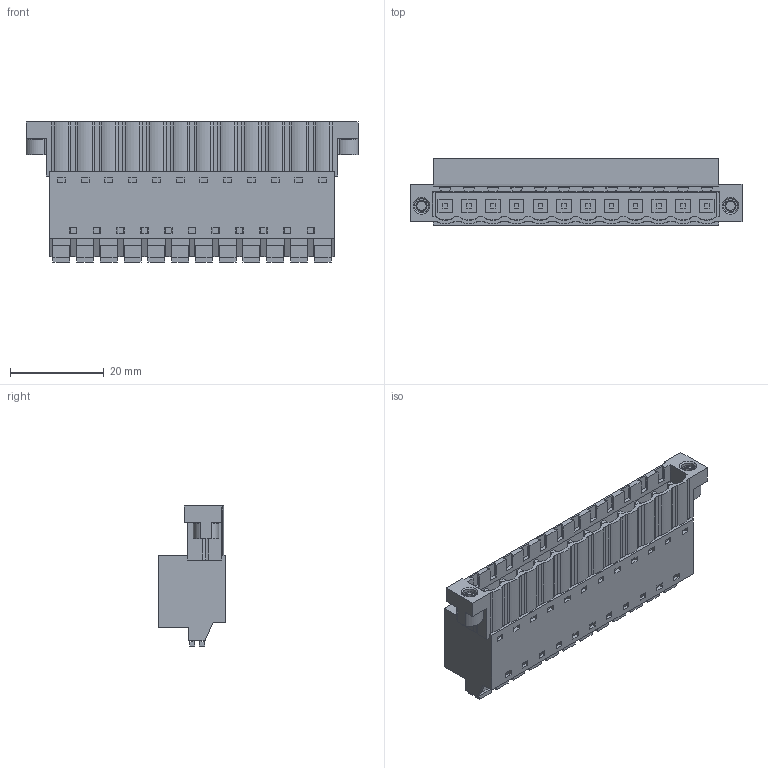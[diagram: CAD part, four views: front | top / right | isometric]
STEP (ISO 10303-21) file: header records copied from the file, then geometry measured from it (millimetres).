
FILE_DESCRIPTION(('CATIA V5R22 STEP214','CAx-IF Rec.Pracs.--- Model Styling and Organization---1.4--- 2014-01-23'),'2;1');
FILE_NAME ('D1501188_2_1335800000_1335800000.stp','2021-08-26T12:56:26+00:00',('none'),('Weidmueller'),'CATIA Version 5-6 Release 2016 SP3 HF44','CATIA V5 STEP AP214','none');
FILE_SCHEMA(('AUTOMOTIVE_DESIGN { 1 0 10303 214 1 1 1 1 }'));
Length unit declared in the file: millimetre
Products named in the file (1): 1335800000
Bounding box: 70.96 x 14.2 x 29.93 mm (x, y, z)
Volume: 13758.5 mm3; surface area: 12596.7 mm2
Topology: 27 solids, 27 shells, 1258 faces, 3291 edges, 2150 vertices
Faces by surface type: plane 1074, cylinder 144, extrusion 24, cone 12, torus 4
Entity records: 36555 total; most frequent: CARTESIAN_POINT 7793, ORIENTED_EDGE 6582, DIRECTION 4614, EDGE_CURVE 3291, VECTOR 2965, LINE 2941, VERTEX_POINT 2150, EDGE_LOOP 1397
